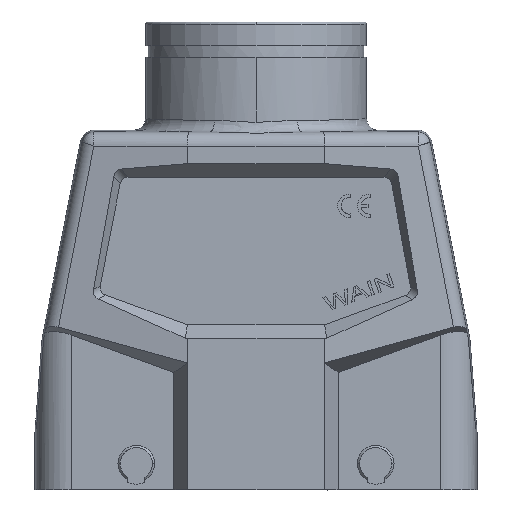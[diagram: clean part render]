
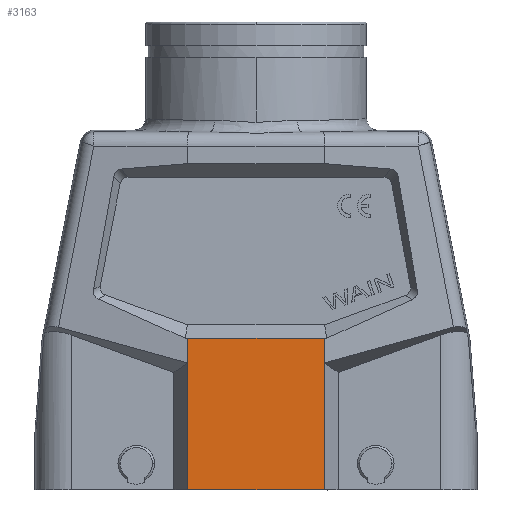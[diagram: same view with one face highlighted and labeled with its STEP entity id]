
A CAD part, left-side view. The second image highlights one B-rep face of the part: STEP entity #3163.
In plain terms, the highlighted planar face has unit normal (-1, 0, 0).
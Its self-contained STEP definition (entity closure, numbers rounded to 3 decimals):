
#3127=AXIS2_PLACEMENT_3D('Plane Axis2P3D',#3124,#3125,#3126) ;
#2608=CARTESIAN_POINT('Vertex',(1.,61.563,27.021)) ;
#2611=CARTESIAN_POINT('Line Origine',(1.,61.563,29.624)) ;
#2615=CARTESIAN_POINT('Vertex',(1.,61.563,32.228)) ;
#3096=CARTESIAN_POINT('Line Origine',(1.,47.,32.228)) ;
#3100=CARTESIAN_POINT('Vertex',(1.,32.437,32.228)) ;
#3124=CARTESIAN_POINT('Axis2P3D Location',(1.,35.175,0.)) ;
#3129=CARTESIAN_POINT('Line Origine',(1.,61.563,13.511)) ;
#3133=CARTESIAN_POINT('Vertex',(1.,61.563,0.)) ;
#3136=CARTESIAN_POINT('Line Origine',(1.,47.,0.)) ;
#3140=CARTESIAN_POINT('Vertex',(1.,32.437,0.)) ;
#3143=CARTESIAN_POINT('Line Origine',(1.,32.437,13.511)) ;
#3147=CARTESIAN_POINT('Vertex',(1.,32.437,27.021)) ;
#3150=CARTESIAN_POINT('Line Origine',(1.,32.437,29.624)) ;
#2612=DIRECTION('Vector Direction',(0.,0.,-1.)) ;
#3097=DIRECTION('Vector Direction',(0.,-1.,0.)) ;
#3125=DIRECTION('Axis2P3D Direction',(1.,0.,0.)) ;
#3126=DIRECTION('Axis2P3D XDirection',(0.,1.,0.)) ;
#3130=DIRECTION('Vector Direction',(0.,0.,-1.)) ;
#3137=DIRECTION('Vector Direction',(0.,-1.,0.)) ;
#3144=DIRECTION('Vector Direction',(0.,0.,-1.)) ;
#3151=DIRECTION('Vector Direction',(0.,0.,-1.)) ;
#2613=VECTOR('Line Direction',#2612,1.) ;
#3098=VECTOR('Line Direction',#3097,1.) ;
#3131=VECTOR('Line Direction',#3130,1.) ;
#3138=VECTOR('Line Direction',#3137,1.) ;
#3145=VECTOR('Line Direction',#3144,1.) ;
#3152=VECTOR('Line Direction',#3151,1.) ;
#3156=ORIENTED_EDGE('',*,*,#3102,.F.) ;
#3157=ORIENTED_EDGE('',*,*,#2617,.T.) ;
#3158=ORIENTED_EDGE('',*,*,#3135,.T.) ;
#3159=ORIENTED_EDGE('',*,*,#3142,.T.) ;
#3160=ORIENTED_EDGE('',*,*,#3149,.F.) ;
#3161=ORIENTED_EDGE('',*,*,#3154,.F.) ;
#3163=ADVANCED_FACE('Hauptkoerper',(#3162),#3128,.F.) ;
#2617=EDGE_CURVE('',#2616,#2609,#2614,.T.) ;
#3102=EDGE_CURVE('',#2616,#3101,#3099,.T.) ;
#3135=EDGE_CURVE('',#2609,#3134,#3132,.T.) ;
#3142=EDGE_CURVE('',#3134,#3141,#3139,.T.) ;
#3149=EDGE_CURVE('',#3148,#3141,#3146,.T.) ;
#3154=EDGE_CURVE('',#3101,#3148,#3153,.T.) ;
#3155=EDGE_LOOP('',(#3156,#3157,#3158,#3159,#3160,#3161)) ;
#3162=FACE_OUTER_BOUND('',#3155,.T.) ;
#2614=LINE('Line',#2611,#2613) ;
#3099=LINE('Line',#3096,#3098) ;
#3132=LINE('Line',#3129,#3131) ;
#3139=LINE('Line',#3136,#3138) ;
#3146=LINE('Line',#3143,#3145) ;
#3153=LINE('Line',#3150,#3152) ;
#3128=PLANE('',#3127) ;
#2609=VERTEX_POINT('',#2608) ;
#2616=VERTEX_POINT('',#2615) ;
#3101=VERTEX_POINT('',#3100) ;
#3134=VERTEX_POINT('',#3133) ;
#3141=VERTEX_POINT('',#3140) ;
#3148=VERTEX_POINT('',#3147) ;
